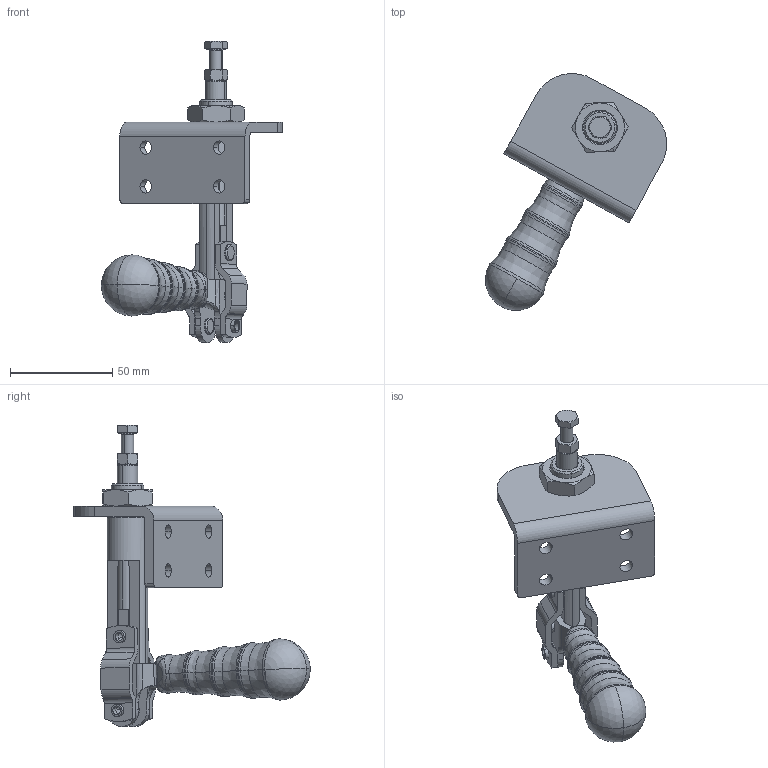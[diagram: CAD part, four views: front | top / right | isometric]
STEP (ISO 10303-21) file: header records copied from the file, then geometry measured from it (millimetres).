
FILE_DESCRIPTION((''),'2;1');
FILE_NAME('370-opened.stp','2005-09-28T08:51:38',('Kysilko'),(''),'Autodesk Inventor 8','Autodesk Inventor 8','');
FILE_SCHEMA(('AUTOMOTIVE_DESIGN { 1 0 10303 214 1 1 1 1 }'));
Length unit declared in the file: millimetre
Products named in the file (1): Part19
Bounding box: 88.74 x 115.86 x 147.49 mm (x, y, z)
Volume: 93445.6 mm3; surface area: 34455.2 mm2
Topology: 1 solids, 5 shells, 405 faces, 1035 edges, 634 vertices
Faces by surface type: plane 115, bspline 102, cylinder 96, cone 72, sphere 12, torus 8
Entity records: 18798 total; most frequent: CARTESIAN_POINT 9346, ORIENTED_EDGE 2026, DIRECTION 1991, EDGE_CURVE 1013, AXIS2_PLACEMENT_3D 794, VERTEX_POINT 634, CIRCLE 484, EDGE_LOOP 443
